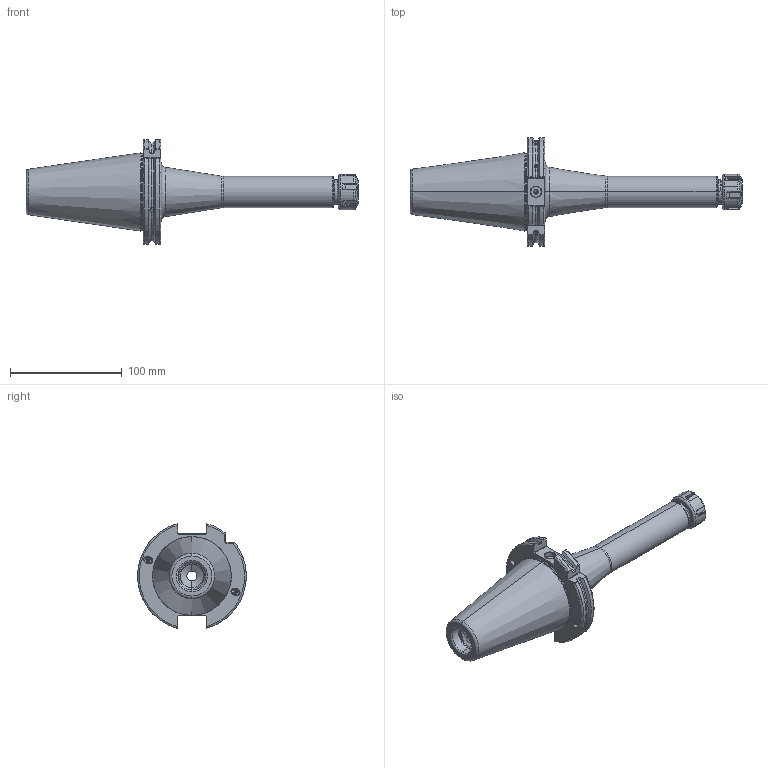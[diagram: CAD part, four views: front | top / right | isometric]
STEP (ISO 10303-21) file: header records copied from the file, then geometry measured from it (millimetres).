
FILE_DESCRIPTION (( 'STEP AP203' ), '1' );
FILE_NAME ('503.02.10.3.STEP', '2016-07-16T03:27:16', ( '' ), ( '' ), 'SwSTEP 2.0', 'SolidWorks 2012', '' );
FILE_SCHEMA (( 'CONFIG_CONTROL_DESIGN' ));
Length unit declared in the file: millimetre
Products named in the file (3): 2-01.100.0160180C7_ER16螺帽(六溝); 503.02.10.3
Assembly tree (2 placements, depth 2):
  503.02.10.3
    503.02.10.3
    2-01.100.0160180C7_ER16螺帽(六溝)
Bounding box: 297.33 x 97.33 x 93.81 mm (x, y, z)
Volume: 425419.8 mm3; surface area: 74558.2 mm2
Topology: 2 solids, 2 shells, 516 faces, 1332 edges, 811 vertices
Faces by surface type: cylinder 208, plane 101, bspline 94, torus 66, cone 47
Entity records: 37181 total; most frequent: CARTESIAN_POINT 26141, ORIENTED_EDGE 2636, DIRECTION 1743, EDGE_CURVE 1318, VERTEX_POINT 811, AXIS2_PLACEMENT_3D 674, EDGE_LOOP 533, FACE_OUTER_BOUND 516
